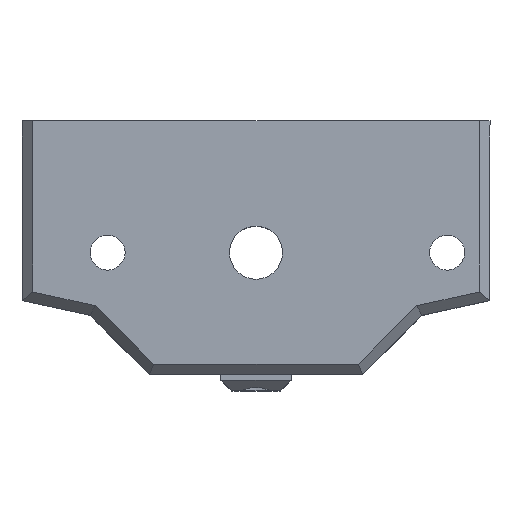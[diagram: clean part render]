
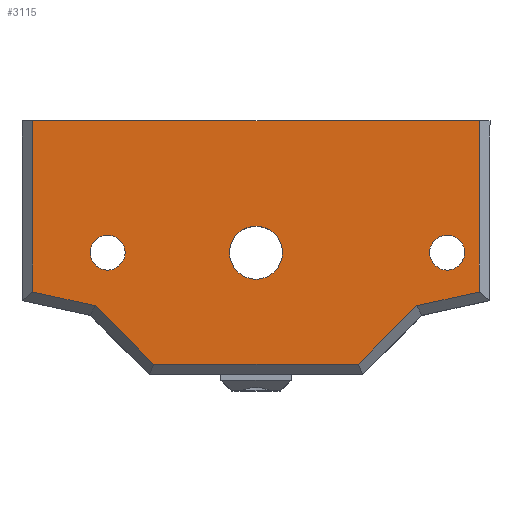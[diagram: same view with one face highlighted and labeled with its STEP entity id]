
A CAD part, top view. The second image highlights one B-rep face of the part: STEP entity #3115.
In plain terms, the highlighted planar face has unit normal (0, 0, 1).
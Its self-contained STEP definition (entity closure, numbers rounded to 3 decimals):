
#43=FACE_BOUND('',#504,.T.);
#44=FACE_BOUND('',#505,.T.);
#45=FACE_BOUND('',#506,.T.);
#128=CIRCLE('',#3313,2.5);
#129=CIRCLE('',#3314,1.65);
#130=CIRCLE('',#3315,1.65);
#327=FACE_OUTER_BOUND('',#503,.T.);
#503=EDGE_LOOP('',(#2143,#2144,#2145,#2146,#2147,#2148,#2149,#2150));
#504=EDGE_LOOP('',(#2151));
#505=EDGE_LOOP('',(#2152));
#506=EDGE_LOOP('',(#2153));
#724=LINE('',#4668,#1005);
#725=LINE('',#4670,#1006);
#726=LINE('',#4672,#1007);
#727=LINE('',#4674,#1008);
#728=LINE('',#4676,#1009);
#729=LINE('',#4678,#1010);
#730=LINE('',#4680,#1011);
#731=LINE('',#4681,#1012);
#1005=VECTOR('',#3672,10.);
#1006=VECTOR('',#3673,1000.);
#1007=VECTOR('',#3674,10.);
#1008=VECTOR('',#3675,10.);
#1009=VECTOR('',#3676,10.);
#1010=VECTOR('',#3677,10.);
#1011=VECTOR('',#3678,10.);
#1012=VECTOR('',#3679,10.);
#1288=VERTEX_POINT('',#4666);
#1289=VERTEX_POINT('',#4667);
#1290=VERTEX_POINT('',#4669);
#1291=VERTEX_POINT('',#4671);
#1292=VERTEX_POINT('',#4673);
#1293=VERTEX_POINT('',#4675);
#1294=VERTEX_POINT('',#4677);
#1295=VERTEX_POINT('',#4679);
#1296=VERTEX_POINT('',#4682);
#1297=VERTEX_POINT('',#4684);
#1298=VERTEX_POINT('',#4686);
#1616=EDGE_CURVE('',#1288,#1289,#724,.T.);
#1617=EDGE_CURVE('',#1288,#1290,#725,.T.);
#1618=EDGE_CURVE('',#1291,#1290,#726,.T.);
#1619=EDGE_CURVE('',#1291,#1292,#727,.T.);
#1620=EDGE_CURVE('',#1293,#1292,#728,.T.);
#1621=EDGE_CURVE('',#1294,#1293,#729,.T.);
#1622=EDGE_CURVE('',#1295,#1294,#730,.T.);
#1623=EDGE_CURVE('',#1289,#1295,#731,.T.);
#1624=EDGE_CURVE('',#1296,#1296,#128,.T.);
#1625=EDGE_CURVE('',#1297,#1297,#129,.T.);
#1626=EDGE_CURVE('',#1298,#1298,#130,.T.);
#2143=ORIENTED_EDGE('',*,*,#1616,.F.);
#2144=ORIENTED_EDGE('',*,*,#1617,.T.);
#2145=ORIENTED_EDGE('',*,*,#1618,.F.);
#2146=ORIENTED_EDGE('',*,*,#1619,.T.);
#2147=ORIENTED_EDGE('',*,*,#1620,.F.);
#2148=ORIENTED_EDGE('',*,*,#1621,.F.);
#2149=ORIENTED_EDGE('',*,*,#1622,.F.);
#2150=ORIENTED_EDGE('',*,*,#1623,.F.);
#2151=ORIENTED_EDGE('',*,*,#1624,.F.);
#2152=ORIENTED_EDGE('',*,*,#1625,.T.);
#2153=ORIENTED_EDGE('',*,*,#1626,.T.);
#3006=PLANE('',#3312);
#3115=ADVANCED_FACE('',(#327,#43,#44,#45),#3006,.F.);
#3312=AXIS2_PLACEMENT_3D('',#4665,#3670,#3671);
#3313=AXIS2_PLACEMENT_3D('',#4683,#3680,#3681);
#3314=AXIS2_PLACEMENT_3D('',#4685,#3682,#3683);
#3315=AXIS2_PLACEMENT_3D('',#4687,#3684,#3685);
#3670=DIRECTION('center_axis',(0.,0.,-1.));
#3671=DIRECTION('ref_axis',(-1.,0.,0.));
#3672=DIRECTION('',(-1.,0.,0.));
#3673=DIRECTION('',(0.707,0.707,0.));
#3674=DIRECTION('',(-0.977,-0.213,0.));
#3675=DIRECTION('',(0.,1.,0.));
#3676=DIRECTION('',(1.,0.,0.));
#3677=DIRECTION('',(0.,1.,0.));
#3678=DIRECTION('',(-0.977,0.213,0.));
#3679=DIRECTION('',(-0.707,0.707,0.));
#3680=DIRECTION('center_axis',(0.,0.,1.));
#3681=DIRECTION('ref_axis',(1.,0.,0.));
#3682=DIRECTION('center_axis',(0.,0.,-1.));
#3683=DIRECTION('ref_axis',(0.,1.,0.));
#3684=DIRECTION('center_axis',(0.,0.,-1.));
#3685=DIRECTION('ref_axis',(0.,1.,0.));
#4665=CARTESIAN_POINT('Origin',(0.,-21.502,19.2));
#4666=CARTESIAN_POINT('',(9.636,-20.5,19.2));
#4667=CARTESIAN_POINT('',(-9.636,-20.5,19.2));
#4668=CARTESIAN_POINT('',(0.,-20.5,19.2));
#4669=CARTESIAN_POINT('',(15.142,-14.994,19.2));
#4670=CARTESIAN_POINT('',(21.343,-8.793,19.2));
#4671=CARTESIAN_POINT('',(21.05,-13.707,19.2));
#4672=CARTESIAN_POINT('',(9.025,-16.327,19.2));
#4673=CARTESIAN_POINT('',(21.05,2.415,19.2));
#4674=CARTESIAN_POINT('',(21.05,-0.001,19.2));
#4675=CARTESIAN_POINT('',(-21.05,2.415,19.2));
#4676=CARTESIAN_POINT('',(0.,2.415,19.2));
#4677=CARTESIAN_POINT('',(-21.05,-13.707,19.2));
#4678=CARTESIAN_POINT('',(-21.05,-0.001,19.2));
#4679=CARTESIAN_POINT('',(-15.142,-14.994,19.2));
#4680=CARTESIAN_POINT('',(-9.025,-16.327,19.2));
#4681=CARTESIAN_POINT('',(-6.83,-23.306,19.2));
#4682=CARTESIAN_POINT('',(-2.5,-10.,19.2));
#4683=CARTESIAN_POINT('Origin',(0.,-10.,19.2));
#4684=CARTESIAN_POINT('',(-13.985,-11.644,19.2));
#4685=CARTESIAN_POINT('Origin',(-13.985,-9.994,19.2));
#4686=CARTESIAN_POINT('',(18.015,-11.644,19.2));
#4687=CARTESIAN_POINT('Origin',(18.015,-9.994,19.2));
